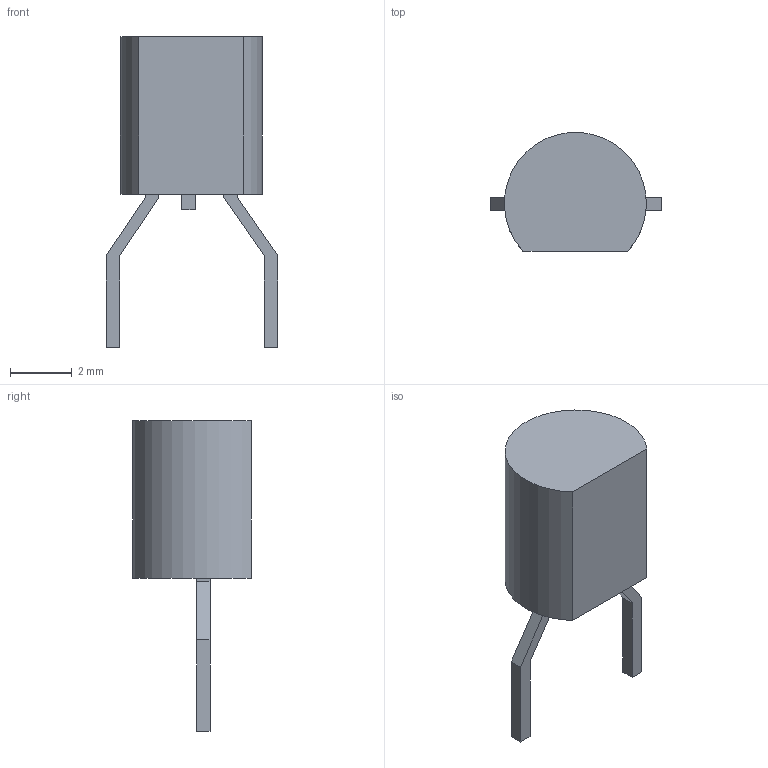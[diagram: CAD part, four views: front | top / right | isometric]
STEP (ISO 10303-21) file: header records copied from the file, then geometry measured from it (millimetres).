
FILE_DESCRIPTION(('FreeCAD Model'),'2;1');
FILE_NAME('SOD-70_P5.08mm.step','2018-04-28T11:17:07',('kicad StepUp'),('ksu MCAD') ,'Open CASCADE STEP processor 6.8','FreeCAD','Unknown');
FILE_SCHEMA(('AUTOMOTIVE_DESIGN_CC2 { 1 2 10303 214 -1 1 5 4 }'));
Length unit declared in the file: millimetre
Products named in the file (1): SOD-70_P5.08mm
Bounding box: 5.56 x 3.84 x 10.06 mm (x, y, z)
Volume: 77.7 mm3; surface area: 119.9 mm2
Topology: 1 solids, 1 shells, 27 faces, 66 edges, 44 vertices
Faces by surface type: plane 26, cylinder 1
Entity records: 566 total; most frequent: ORIENTED_EDGE 98, EDGE_CURVE 66, LINE 64, CARTESIAN_POINT 59, VERTEX_POINT 44, AXIS2_PLACEMENT_3D 30, FACE_BOUND 30, EDGE_LOOP 30
